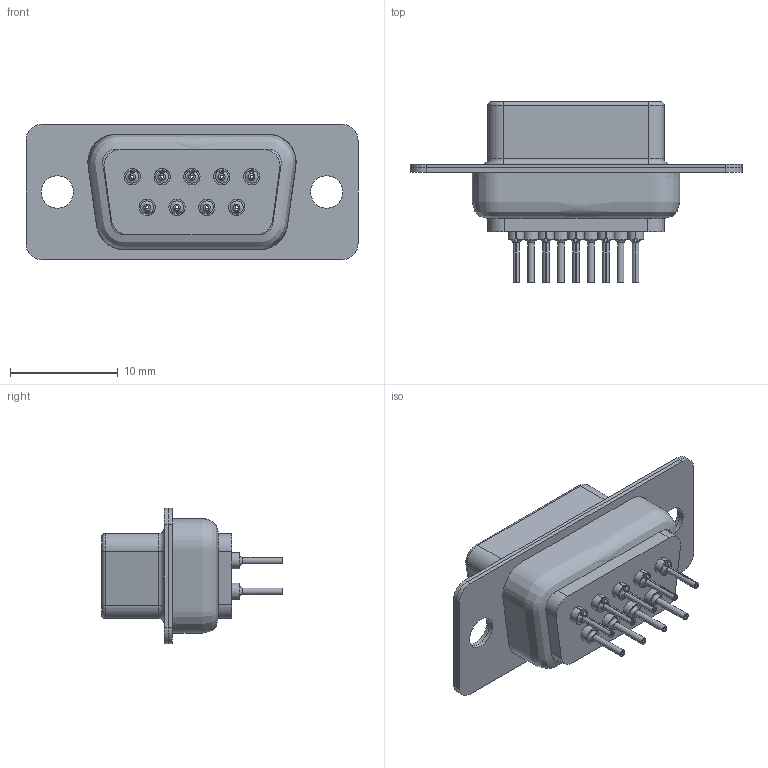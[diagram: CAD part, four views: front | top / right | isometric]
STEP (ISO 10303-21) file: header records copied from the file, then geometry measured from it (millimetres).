
FILE_DESCRIPTION(/* description */ ('Unknown'),/* implementation_level */ '2;1');
FILE_NAME(/* name */ '61800925123',/* time_stamp */ '2018-11-15T10:09:31+01:00',/* author */ ('Unknown'),/* organization */ ('Unknown'),/* preprocessor_version */ 'ST-DEVELOPER v16.7',/* originating_system */ 'DEX',/* authorisation */ $);
FILE_SCHEMA (('AUTOMOTIVE_DESIGN {1 0 10303 214 3 1 1}'));
Length unit declared in the file: millimetre
Products named in the file (6): 6180xx25123; 61800929321_INTER_ARRIERE; 61800929321_INTER_FACADE; 61800929321_FACADE; 61800929321_ARRIERE; 6180xx25123_Pin
Assembly tree (13 placements, depth 2):
  6180xx25123
    61800929321_INTER_ARRIERE
    61800929321_INTER_FACADE
    61800929321_FACADE
    61800929321_ARRIERE
    6180xx25123_Pin  x9
Bounding box: 30.8 x 16.75 x 12.55 mm (x, y, z)
Volume: 1754.5 mm3; surface area: 4686.9 mm2
Topology: 13 solids, 13 shells, 802 faces, 2160 edges, 1394 vertices
Faces by surface type: plane 437, cylinder 196, cone 135, torus 21, bspline 13
Full cylindrical faces by diameter (mm): 1 x9, 1.5 x9, 1.6 x9, 3 x4
Entity records: 14283 total; most frequent: CARTESIAN_POINT 7272, DIRECTION 1508, ORIENTED_EDGE 1322, EDGE_CURVE 661, AXIS2_PLACEMENT_3D 598, VERTEX_POINT 442, EDGE_LOOP 383, FACE_BOUND 383
